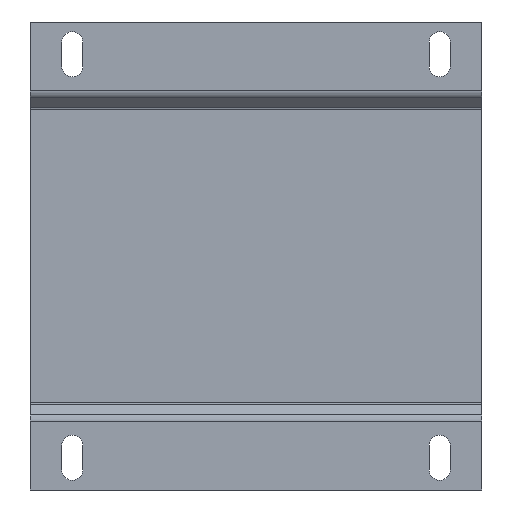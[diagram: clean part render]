
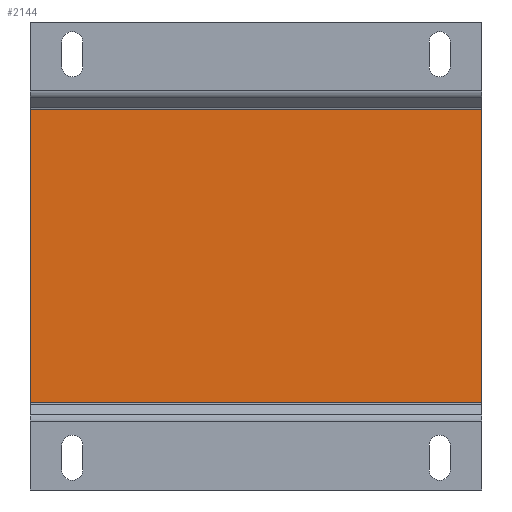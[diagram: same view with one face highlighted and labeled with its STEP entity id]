
A CAD part, front view. The second image highlights one B-rep face of the part: STEP entity #2144.
In plain terms, the highlighted planar face has unit normal (0, -1, 0).
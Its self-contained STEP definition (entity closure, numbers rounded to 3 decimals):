
#173 = VECTOR ( 'NONE', #9221, 1000. ) ;
#264 = CARTESIAN_POINT ( 'NONE',  ( 0., -64.5, -48.757 ) ) ;
#768 = FACE_OUTER_BOUND ( 'NONE', #4195, .T. ) ;
#1090 = CARTESIAN_POINT ( 'NONE',  ( -75., -64.5, -48.757 ) ) ;
#1178 = ORIENTED_EDGE ( 'NONE', *, *, #1516, .F. ) ;
#1198 = LINE ( 'NONE', #264, #2511 ) ;
#1516 = EDGE_CURVE ( 'Defeature ausgef�hrt1_204+Defeature ausgef�hrt1_194+Defeature ausgef�hrt1_202+Defeature ausgef�hrt1_203', #7601, #11599, #1198, .T. ) ;
#1599 = CARTESIAN_POINT ( 'NONE',  ( 75., -64.5, 48.757 ) ) ;
#1695 = DIRECTION ( 'NONE',  ( 0., 0., 1. ) ) ;
#1701 = CARTESIAN_POINT ( 'NONE',  ( 75., -64.5, -77.7 ) ) ;
#2144 = ADVANCED_FACE ( 'Defeature ausgef�hrt1_194', ( #768 ), #7332, .F. ) ;
#2195 = EDGE_CURVE ( 'Defeature ausgef�hrt1_194+Defeature ausgef�hrt1_217+Defeature ausgef�hrt1_199+Defeature ausgef�hrt1_201', #8061, #2266, #6740, .T. ) ;
#2247 = ORIENTED_EDGE ( 'NONE', *, *, #2195, .T. ) ;
#2266 = VERTEX_POINT ( 'NONE', #4794 ) ;
#2396 = AXIS2_PLACEMENT_3D ( 'NONE', #3644, #9262, #1695 ) ;
#2511 = VECTOR ( 'NONE', #6791, 1000. ) ;
#2580 = CARTESIAN_POINT ( 'NONE',  ( -75., -64.5, -77.7 ) ) ;
#2868 = VECTOR ( 'NONE', #4638, 1000. ) ;
#3644 = CARTESIAN_POINT ( 'NONE',  ( 0., -64.5, 0. ) ) ;
#4195 = EDGE_LOOP ( 'NONE', ( #12111, #2247, #4387, #1178 ) ) ;
#4387 = ORIENTED_EDGE ( 'NONE', *, *, #8002, .F. ) ;
#4638 = DIRECTION ( 'NONE',  ( 0., 0., -1. ) ) ;
#4794 = CARTESIAN_POINT ( 'NONE',  ( -75., -64.5, 48.757 ) ) ;
#6471 = CARTESIAN_POINT ( 'NONE',  ( 75., -64.5, -48.757 ) ) ;
#6494 = VECTOR ( 'NONE', #12012, 1000. ) ;
#6740 = LINE ( 'NONE', #10257, #173 ) ;
#6791 = DIRECTION ( 'NONE',  ( -1., 0., 0. ) ) ;
#6856 = EDGE_CURVE ( 'Defeature ausgef�hrt1_199+Defeature ausgef�hrt1_194+Defeature ausgef�hrt1_215+Defeature ausgef�hrt1_202', #8061, #7601, #10841, .T. ) ;
#7332 = PLANE ( 'NONE',  #2396 ) ;
#7601 = VERTEX_POINT ( 'NONE', #6471 ) ;
#8002 = EDGE_CURVE ( 'Defeature ausgef�hrt1_201+Defeature ausgef�hrt1_194+Defeature ausgef�hrt1_203+Defeature ausgef�hrt1_216', #11599, #2266, #11422, .T. ) ;
#8061 = VERTEX_POINT ( 'NONE', #1599 ) ;
#9221 = DIRECTION ( 'NONE',  ( -1., 0., 0. ) ) ;
#9262 = DIRECTION ( 'NONE',  ( 0., 1., 0. ) ) ;
#10257 = CARTESIAN_POINT ( 'NONE',  ( 0., -64.5, 48.757 ) ) ;
#10841 = LINE ( 'NONE', #1701, #2868 ) ;
#11422 = LINE ( 'NONE', #2580, #6494 ) ;
#11599 = VERTEX_POINT ( 'NONE', #1090 ) ;
#12012 = DIRECTION ( 'NONE',  ( 0., 0., 1. ) ) ;
#12111 = ORIENTED_EDGE ( 'NONE', *, *, #6856, .F. ) ;
